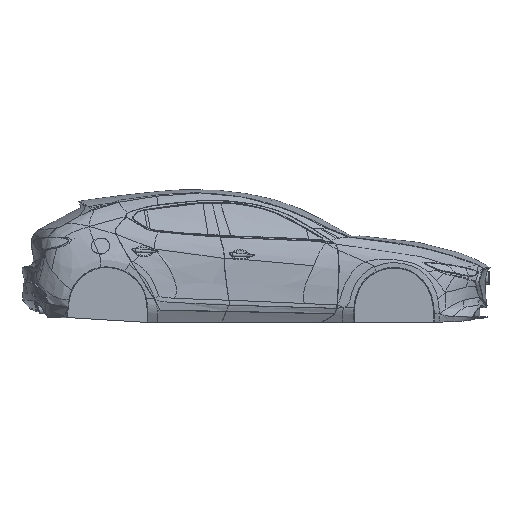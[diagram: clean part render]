
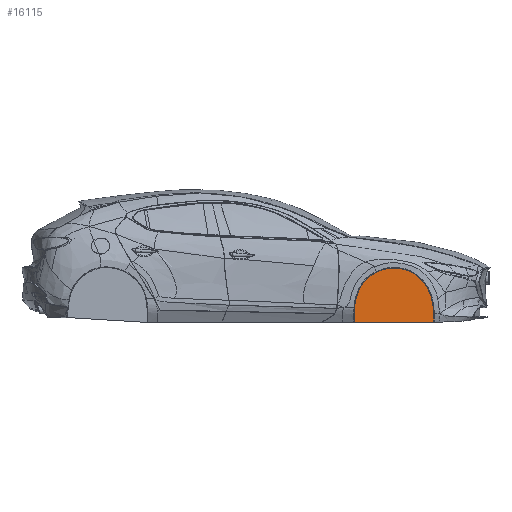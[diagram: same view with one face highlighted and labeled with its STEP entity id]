
A CAD part, left-side view. The second image highlights one B-rep face of the part: STEP entity #16115.
In plain terms, the highlighted planar face has unit normal (-1, 0, 0).
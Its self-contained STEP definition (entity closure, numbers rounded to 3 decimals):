
#105=PLANE('',#16920);
#262=LINE('',#124725,#573);
#573=VECTOR('',#17353,10.);
#1464=FACE_OUTER_BOUND('',#2449,.T.);
#2449=EDGE_LOOP('',(#11642,#11643,#11644,#11645,#11646));
#3964=B_SPLINE_CURVE_WITH_KNOTS('',3,(#124112,#124113,#124114,#124115),
 .UNSPECIFIED.,.F.,.F.,(4,4),(-8.27,0.),.UNSPECIFIED.);
#3965=B_SPLINE_CURVE_WITH_KNOTS('',3,(#124145,#124146,#124147,#124148,#124149,
#124150,#124151,#124152,#124153,#124154,#124155,#124156,#124157,#124158,
#124159,#124160),.UNSPECIFIED.,.F.,.F.,(4,3,3,3,3,4),(-91.031,
-72.825,-54.618,-36.412,-18.206,
0.),.UNSPECIFIED.);
#3966=B_SPLINE_CURVE_WITH_KNOTS('',3,(#124185,#124186,#124187,#124188,#124189,
#124190,#124191,#124192,#124193,#124194),.UNSPECIFIED.,.F.,.F.,(4,3,3,4),
(-42.387,-30.286,-15.143,0.),
 .UNSPECIFIED.);
#3967=B_SPLINE_CURVE_WITH_KNOTS('',3,(#124217,#124218,#124219,#124220,#124221,
#124222),.UNSPECIFIED.,.F.,.F.,(4,2,4),(-13.56,-7.129,
0.),.UNSPECIFIED.);
#6072=VERTEX_POINT('',#120439);
#6118=VERTEX_POINT('',#124110);
#6119=VERTEX_POINT('',#124143);
#6120=VERTEX_POINT('',#124183);
#6121=VERTEX_POINT('',#124215);
#8150=EDGE_CURVE('',#6072,#6118,#3964,.T.);
#8153=EDGE_CURVE('',#6118,#6119,#3965,.T.);
#8155=EDGE_CURVE('',#6119,#6120,#3966,.T.);
#8157=EDGE_CURVE('',#6120,#6121,#3967,.T.);
#8171=EDGE_CURVE('',#6121,#6072,#262,.T.);
#11642=ORIENTED_EDGE('',*,*,#8157,.T.);
#11643=ORIENTED_EDGE('',*,*,#8171,.T.);
#11644=ORIENTED_EDGE('',*,*,#8150,.T.);
#11645=ORIENTED_EDGE('',*,*,#8153,.T.);
#11646=ORIENTED_EDGE('',*,*,#8155,.T.);
#16115=ADVANCED_FACE('',(#1464),#105,.F.);
#16920=AXIS2_PLACEMENT_3D('',#124724,#17351,#17352);
#17351=DIRECTION('center_axis',(1.,0.,0.));
#17352=DIRECTION('ref_axis',(0.,0.,-1.));
#17353=DIRECTION('',(0.,-1.,0.));
#120439=CARTESIAN_POINT('',(-588.393,-1777.458,-536.088));
#124110=CARTESIAN_POINT('',(-588.393,-1777.361,-453.685));
#124112=CARTESIAN_POINT('Ctrl Pts',(-588.393,-1777.458,
-536.088));
#124113=CARTESIAN_POINT('Ctrl Pts',(-588.393,-1777.674,
-508.97));
#124114=CARTESIAN_POINT('Ctrl Pts',(-588.393,-1777.89,
-481.853));
#124115=CARTESIAN_POINT('Ctrl Pts',(-588.393,-1777.361,
-453.685));
#124143=CARTESIAN_POINT('',(-588.393,-1233.491,-59.315));
#124145=CARTESIAN_POINT('Ctrl Pts',(-588.393,-1777.361,
-453.685));
#124146=CARTESIAN_POINT('Ctrl Pts',(-588.393,-1776.832,
-425.516));
#124147=CARTESIAN_POINT('Ctrl Pts',(-588.393,-1775.559,
-396.297));
#124148=CARTESIAN_POINT('Ctrl Pts',(-588.393,-1768.247,
-355.411));
#124149=CARTESIAN_POINT('Ctrl Pts',(-588.393,-1760.935,
-314.525));
#124150=CARTESIAN_POINT('Ctrl Pts',(-588.393,-1747.584,
-261.974));
#124151=CARTESIAN_POINT('Ctrl Pts',(-588.393,-1720.524,
-211.788));
#124152=CARTESIAN_POINT('Ctrl Pts',(-588.393,-1693.465,
-161.602));
#124153=CARTESIAN_POINT('Ctrl Pts',(-588.393,-1652.698,
-113.782));
#124154=CARTESIAN_POINT('Ctrl Pts',(-588.393,-1600.106,
-79.291));
#124155=CARTESIAN_POINT('Ctrl Pts',(-588.393,-1547.515,
-44.8));
#124156=CARTESIAN_POINT('Ctrl Pts',(-588.393,-1483.1,
-23.638));
#124157=CARTESIAN_POINT('Ctrl Pts',(-588.393,-1418.694,
-20.574));
#124158=CARTESIAN_POINT('Ctrl Pts',(-588.393,-1354.288,
-17.511));
#124159=CARTESIAN_POINT('Ctrl Pts',(-588.393,-1289.891,
-32.546));
#124160=CARTESIAN_POINT('Ctrl Pts',(-588.393,-1233.491,
-59.315));
#124183=CARTESIAN_POINT('',(-588.393,-1024.026,-398.041));
#124185=CARTESIAN_POINT('Ctrl Pts',(-588.393,-1233.491,
-59.315));
#124186=CARTESIAN_POINT('Ctrl Pts',(-588.393,-1188.42,
-80.708));
#124187=CARTESIAN_POINT('Ctrl Pts',(-588.393,-1148.455,
-109.593));
#124188=CARTESIAN_POINT('Ctrl Pts',(-588.393,-1118.254,
-145.038));
#124189=CARTESIAN_POINT('Ctrl Pts',(-588.393,-1080.462,
-189.393));
#124190=CARTESIAN_POINT('Ctrl Pts',(-588.393,-1057.958,
-244.019));
#124191=CARTESIAN_POINT('Ctrl Pts',(-588.393,-1044.42,
-289.416));
#124192=CARTESIAN_POINT('Ctrl Pts',(-588.393,-1030.883,
-334.812));
#124193=CARTESIAN_POINT('Ctrl Pts',(-588.393,-1026.312,
-370.98));
#124194=CARTESIAN_POINT('Ctrl Pts',(-588.393,-1024.026,
-398.041));
#124215=CARTESIAN_POINT('',(-588.393,-1021.74,-535.782));
#124217=CARTESIAN_POINT('Ctrl Pts',(-588.393,-1024.026,
-398.041));
#124218=CARTESIAN_POINT('Ctrl Pts',(-588.393,-1021.74,
-425.103));
#124219=CARTESIAN_POINT('Ctrl Pts',(-588.393,-1021.74,
-443.057));
#124220=CARTESIAN_POINT('Ctrl Pts',(-588.393,-1021.74,
-488.258));
#124221=CARTESIAN_POINT('Ctrl Pts',(-588.393,-1021.74,
-512.02));
#124222=CARTESIAN_POINT('Ctrl Pts',(-588.393,-1021.74,
-535.782));
#124724=CARTESIAN_POINT('Origin',(-588.393,-1021.74,-535.782));
#124725=CARTESIAN_POINT('',(-588.393,-1021.74,-535.782));
